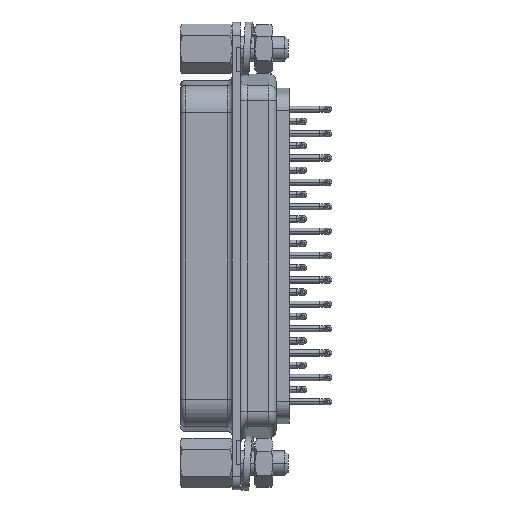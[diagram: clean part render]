
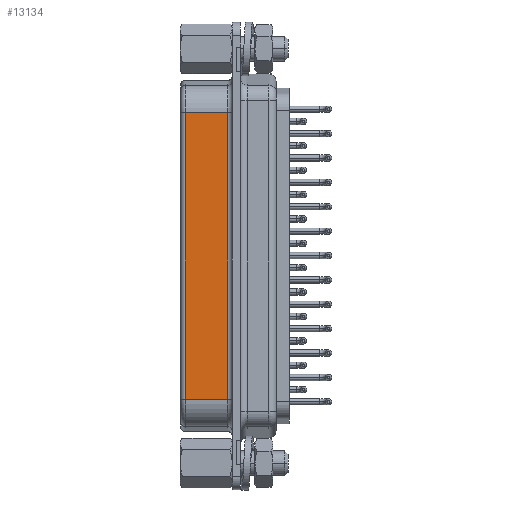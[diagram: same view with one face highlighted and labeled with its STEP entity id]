
A CAD part, front view. The second image highlights one B-rep face of the part: STEP entity #13134.
In plain terms, the highlighted planar face has unit normal (0, -1, 0).
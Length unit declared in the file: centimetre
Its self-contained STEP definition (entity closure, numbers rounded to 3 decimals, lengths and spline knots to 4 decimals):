
#1089=VECTOR('',#22776,1.);
#1093=VECTOR('',#22820,1.);
#1106=VECTOR('',#22876,1.);
#1107=VECTOR('',#22878,1.);
#1816=LINE('',#18888,#1089);
#1820=LINE('',#18924,#1093);
#1833=LINE('',#18986,#1106);
#1834=LINE('',#18988,#1107);
#2115=PLANE('',#14681);
#3376=VERTEX_POINT('',#18883);
#3377=VERTEX_POINT('',#18887);
#3387=VERTEX_POINT('',#18921);
#3388=VERTEX_POINT('',#18925);
#6066=EDGE_CURVE('',#3376,#3377,#1816,.T.);
#6084=EDGE_CURVE('',#3388,#3387,#1820,.T.);
#6110=EDGE_CURVE('',#3388,#3377,#1833,.T.);
#6111=EDGE_CURVE('',#3387,#3376,#1834,.T.);
#8526=ORIENTED_EDGE('',*,*,#6110,.F.);
#8527=ORIENTED_EDGE('',*,*,#6084,.T.);
#8528=ORIENTED_EDGE('',*,*,#6111,.T.);
#8529=ORIENTED_EDGE('',*,*,#6066,.T.);
#11104=EDGE_LOOP('',(#8526,#8527,#8528,#8529));
#12138=FACE_BOUND('',#11104,.T.);
#13134=ADVANCED_FACE('',(#12138),#2115,.F.);
#14681=AXIS2_PLACEMENT_3D('',#18987,#22877,$);
#18883=CARTESIAN_POINT('',(-0.0508,-0.4636,-1.631));
#18887=CARTESIAN_POINT('',(-0.0508,-0.4636,1.6208));
#18888=CARTESIAN_POINT('',(-0.0508,-0.4636,-1.631));
#18921=CARTESIAN_POINT('',(-0.5334,-0.4636,-1.631));
#18924=CARTESIAN_POINT('',(-0.5334,-0.4636,-1.631));
#18925=CARTESIAN_POINT('',(-0.5334,-0.4636,1.6208));
#18986=CARTESIAN_POINT('',(-0.5842,-0.4636,1.6208));
#18987=CARTESIAN_POINT('',(-0.5842,-0.4636,-1.631));
#18988=CARTESIAN_POINT('',(-0.5842,-0.4636,-1.631));
#22776=DIRECTION('',(0.,0.,1.));
#22820=DIRECTION('',(0.,0.,-1.));
#22876=DIRECTION('',(1.,0.,0.));
#22877=DIRECTION('',(0.,1.,0.));
#22878=DIRECTION('',(1.,0.,0.));
